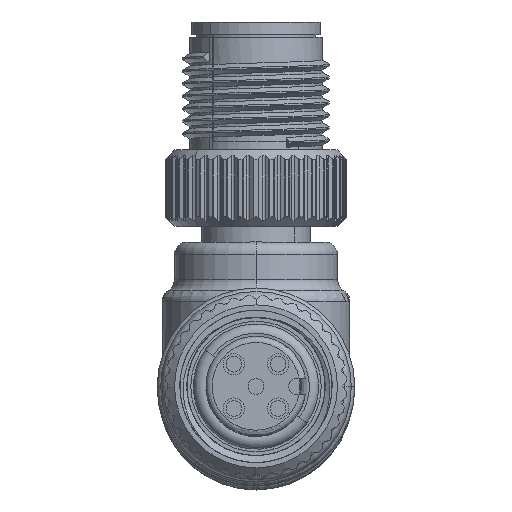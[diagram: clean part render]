
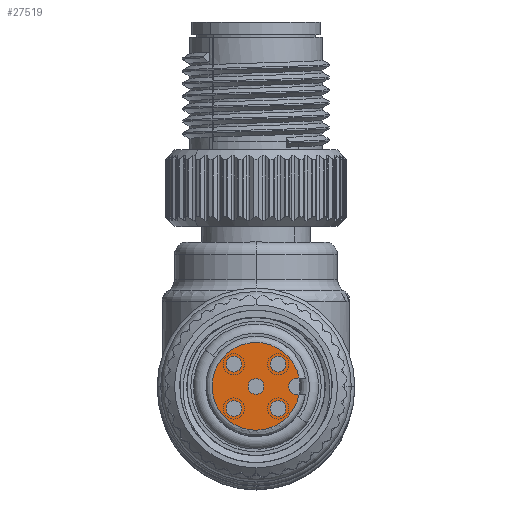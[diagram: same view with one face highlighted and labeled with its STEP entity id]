
A CAD part, top view. The second image highlights one B-rep face of the part: STEP entity #27519.
In plain terms, the highlighted planar face has unit normal (0, 0, 1).
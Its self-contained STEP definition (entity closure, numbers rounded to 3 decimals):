
#6838=CARTESIAN_POINT('',(3.437,0.66,0.));
#6844=CARTESIAN_POINT('',(0.,0.,0.));
#6845=DIRECTION('',(0.,0.,-1.));
#6846=DIRECTION('',(0.982,-0.189,0.));
#6847=AXIS2_PLACEMENT_3D('',#6844,#6845,#6846);
#6849=DIRECTION('',(-1.,0.,0.));
#6850=VECTOR('',#6849,0.177);
#6851=CARTESIAN_POINT('',(3.437,0.66,0.));
#6852=LINE('',#6851,#6850);
#6853=CARTESIAN_POINT('',(3.26,0.,0.));
#6854=DIRECTION('',(0.,0.,1.));
#6855=DIRECTION('',(0.,1.,0.));
#6856=AXIS2_PLACEMENT_3D('',#6853,#6854,#6855);
#6858=DIRECTION('',(1.,0.,0.));
#6859=VECTOR('',#6858,0.177);
#6860=CARTESIAN_POINT('',(3.26,-0.66,0.));
#6861=LINE('',#6860,#6859);
#6862=CARTESIAN_POINT('',(-1.768,1.768,0.));
#6863=DIRECTION('',(0.,0.,-1.));
#6864=DIRECTION('',(0.,-1.,0.));
#6865=AXIS2_PLACEMENT_3D('',#6862,#6863,#6864);
#6867=CARTESIAN_POINT('',(-1.768,1.768,0.));
#6868=DIRECTION('',(0.,0.,-1.));
#6869=DIRECTION('',(0.,1.,0.));
#6870=AXIS2_PLACEMENT_3D('',#6867,#6868,#6869);
#6872=CARTESIAN_POINT('',(1.768,1.768,0.));
#6873=DIRECTION('',(0.,0.,-1.));
#6874=DIRECTION('',(0.,-1.,0.));
#6875=AXIS2_PLACEMENT_3D('',#6872,#6873,#6874);
#6877=CARTESIAN_POINT('',(1.768,1.768,0.));
#6878=DIRECTION('',(0.,0.,-1.));
#6879=DIRECTION('',(0.,1.,0.));
#6880=AXIS2_PLACEMENT_3D('',#6877,#6878,#6879);
#6882=CARTESIAN_POINT('',(1.768,-1.768,0.));
#6883=DIRECTION('',(0.,0.,-1.));
#6884=DIRECTION('',(0.,-1.,0.));
#6885=AXIS2_PLACEMENT_3D('',#6882,#6883,#6884);
#6887=CARTESIAN_POINT('',(1.768,-1.768,0.));
#6888=DIRECTION('',(0.,0.,-1.));
#6889=DIRECTION('',(0.,1.,0.));
#6890=AXIS2_PLACEMENT_3D('',#6887,#6888,#6889);
#6892=CARTESIAN_POINT('',(-1.768,-1.768,0.));
#6893=DIRECTION('',(0.,0.,-1.));
#6894=DIRECTION('',(0.,-1.,0.));
#6895=AXIS2_PLACEMENT_3D('',#6892,#6893,#6894);
#6897=CARTESIAN_POINT('',(-1.768,-1.768,0.));
#6898=DIRECTION('',(0.,0.,-1.));
#6899=DIRECTION('',(0.,1.,0.));
#6900=AXIS2_PLACEMENT_3D('',#6897,#6898,#6899);
#6902=CARTESIAN_POINT('',(0.,0.,0.));
#6903=DIRECTION('',(0.,0.,1.));
#6904=DIRECTION('',(0.,1.,0.));
#6905=AXIS2_PLACEMENT_3D('',#6902,#6903,#6904);
#6907=CARTESIAN_POINT('',(0.,0.,0.));
#6908=DIRECTION('',(0.,0.,1.));
#6909=DIRECTION('',(0.,-1.,0.));
#6910=AXIS2_PLACEMENT_3D('',#6907,#6908,#6909);
#17956=CARTESIAN_POINT('',(3.26,0.66,0.));
#17957=CARTESIAN_POINT('',(3.26,-0.66,0.));
#17958=VERTEX_POINT('',#17956);
#17959=VERTEX_POINT('',#17957);
#18012=CARTESIAN_POINT('',(-1.768,1.143,0.));
#18013=CARTESIAN_POINT('',(-1.768,2.393,0.));
#18014=VERTEX_POINT('',#18012);
#18015=VERTEX_POINT('',#18013);
#18016=CARTESIAN_POINT('',(1.768,1.143,0.));
#18017=CARTESIAN_POINT('',(1.768,2.393,0.));
#18018=VERTEX_POINT('',#18016);
#18019=VERTEX_POINT('',#18017);
#18020=CARTESIAN_POINT('',(1.768,-2.393,0.));
#18021=CARTESIAN_POINT('',(1.768,-1.143,0.));
#18022=VERTEX_POINT('',#18020);
#18023=VERTEX_POINT('',#18021);
#18024=CARTESIAN_POINT('',(-1.768,-2.393,0.));
#18025=CARTESIAN_POINT('',(-1.768,-1.143,0.));
#18026=VERTEX_POINT('',#18024);
#18027=VERTEX_POINT('',#18025);
#18045=VERTEX_POINT('',#6838);
#18046=CARTESIAN_POINT('',(3.437,-0.66,0.));
#18047=VERTEX_POINT('',#18046);
#18063=CARTESIAN_POINT('',(0.,0.625,0.));
#18064=CARTESIAN_POINT('',(0.,-0.625,0.));
#18065=VERTEX_POINT('',#18063);
#18066=VERTEX_POINT('',#18064);
#27476=CARTESIAN_POINT('',(0.,0.,0.));
#27477=DIRECTION('',(0.,0.,-1.));
#27478=DIRECTION('',(0.,-1.,0.));
#27479=AXIS2_PLACEMENT_3D('',#27476,#27477,#27478);
#27480=PLANE('',#27479);
#27482=ORIENTED_EDGE('',*,*,#27481,.T.);
#27483=ORIENTED_EDGE('',*,*,#27454,.T.);
#27484=ORIENTED_EDGE('',*,*,#27467,.T.);
#27486=ORIENTED_EDGE('',*,*,#27485,.T.);
#27487=EDGE_LOOP('',(#27482,#27483,#27484,#27486));
#27488=FACE_OUTER_BOUND('',#27487,.F.);
#27490=ORIENTED_EDGE('',*,*,#27489,.F.);
#27492=ORIENTED_EDGE('',*,*,#27491,.F.);
#27493=EDGE_LOOP('',(#27490,#27492));
#27494=FACE_BOUND('',#27493,.F.);
#27496=ORIENTED_EDGE('',*,*,#27495,.F.);
#27498=ORIENTED_EDGE('',*,*,#27497,.F.);
#27499=EDGE_LOOP('',(#27496,#27498));
#27500=FACE_BOUND('',#27499,.F.);
#27502=ORIENTED_EDGE('',*,*,#27501,.F.);
#27504=ORIENTED_EDGE('',*,*,#27503,.F.);
#27505=EDGE_LOOP('',(#27502,#27504));
#27506=FACE_BOUND('',#27505,.F.);
#27508=ORIENTED_EDGE('',*,*,#27507,.F.);
#27510=ORIENTED_EDGE('',*,*,#27509,.F.);
#27511=EDGE_LOOP('',(#27508,#27510));
#27512=FACE_BOUND('',#27511,.F.);
#27514=ORIENTED_EDGE('',*,*,#27513,.T.);
#27516=ORIENTED_EDGE('',*,*,#27515,.T.);
#27517=EDGE_LOOP('',(#27514,#27516));
#27518=FACE_BOUND('',#27517,.F.);
#27519=ADVANCED_FACE('',(#27488,#27494,#27500,#27506,#27512,#27518),#27480,.F.);
#6848=CIRCLE('',#6847,3.5);
#6857=CIRCLE('',#6856,0.66);
#6866=CIRCLE('',#6865,0.625);
#6871=CIRCLE('',#6870,0.625);
#6876=CIRCLE('',#6875,0.625);
#6881=CIRCLE('',#6880,0.625);
#6886=CIRCLE('',#6885,0.625);
#6891=CIRCLE('',#6890,0.625);
#6896=CIRCLE('',#6895,0.625);
#6901=CIRCLE('',#6900,0.625);
#6906=CIRCLE('',#6905,0.625);
#6911=CIRCLE('',#6910,0.625);
#27454=EDGE_CURVE('',#18045,#17958,#6852,.T.);
#27467=EDGE_CURVE('',#17958,#17959,#6857,.T.);
#27481=EDGE_CURVE('',#18047,#18045,#6848,.T.);
#27485=EDGE_CURVE('',#17959,#18047,#6861,.T.);
#27489=EDGE_CURVE('',#18014,#18015,#6866,.T.);
#27491=EDGE_CURVE('',#18015,#18014,#6871,.T.);
#27495=EDGE_CURVE('',#18018,#18019,#6876,.T.);
#27497=EDGE_CURVE('',#18019,#18018,#6881,.T.);
#27501=EDGE_CURVE('',#18022,#18023,#6886,.T.);
#27503=EDGE_CURVE('',#18023,#18022,#6891,.T.);
#27507=EDGE_CURVE('',#18026,#18027,#6896,.T.);
#27509=EDGE_CURVE('',#18027,#18026,#6901,.T.);
#27513=EDGE_CURVE('',#18065,#18066,#6906,.T.);
#27515=EDGE_CURVE('',#18066,#18065,#6911,.T.);
